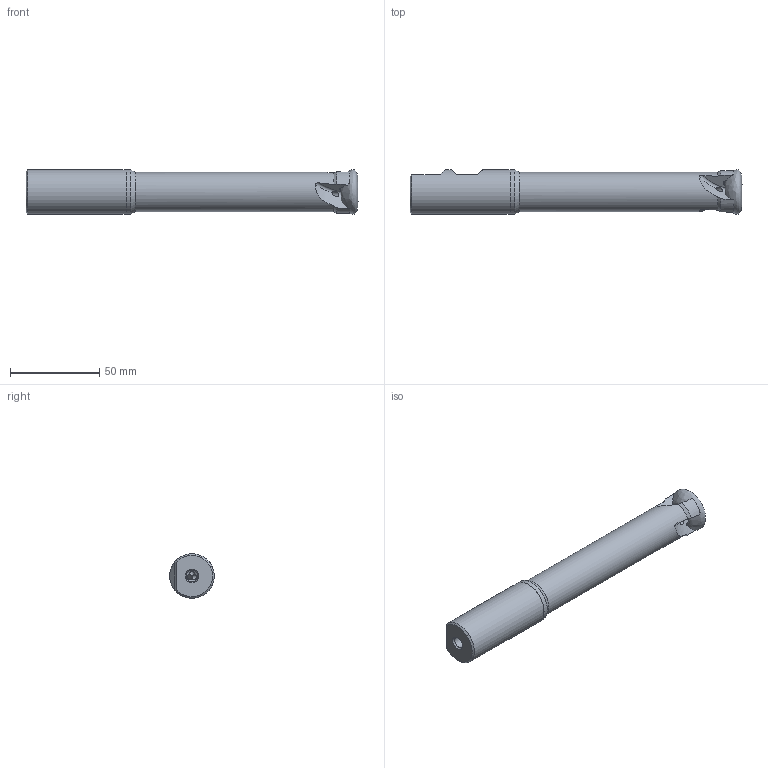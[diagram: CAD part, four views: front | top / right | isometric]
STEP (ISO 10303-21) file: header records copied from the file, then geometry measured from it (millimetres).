
FILE_DESCRIPTION (( 'STEP AP214' ), '1' );
FILE_NAME ('00PP-25-540-3-125.STEP', '2013-06-12T14:04:26', ( '' ), ( '' ), 'SwSTEP 2.0', 'SolidWorks 2013', '' );
FILE_SCHEMA (( 'AUTOMOTIVE_DESIGN' ));
Length unit declared in the file: millimetre
Products named in the file (1): 00PP-25-540-3-125
Bounding box: 186.48 x 25 x 25 mm (x, y, z)
Volume: 69221.6 mm3; surface area: 18631.5 mm2
Topology: 1 solids, 1 shells, 103 faces, 296 edges, 187 vertices
Faces by surface type: plane 50, cylinder 25, cone 18, bspline 7, torus 3
Full cylindrical faces by diameter (mm): 3 x3, 6.5 x1, 22 x1, 24.8 x1, 25 x1
Entity records: 4611 total; most frequent: CARTESIAN_POINT 2189, ORIENTED_EDGE 548, DIRECTION 416, EDGE_CURVE 274, VERTEX_POINT 178, AXIS2_PLACEMENT_3D 157, EDGE_LOOP 118, FACE_OUTER_BOUND 109
